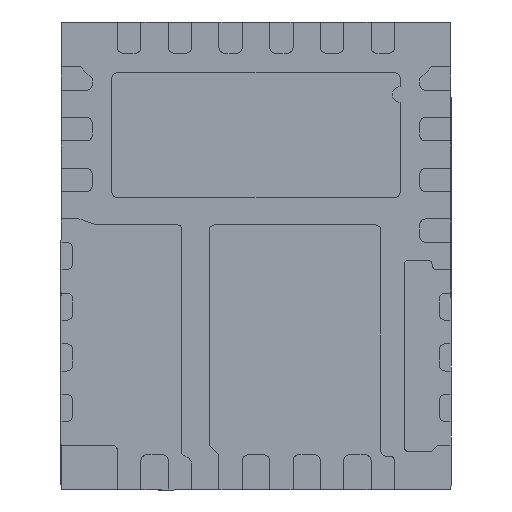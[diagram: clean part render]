
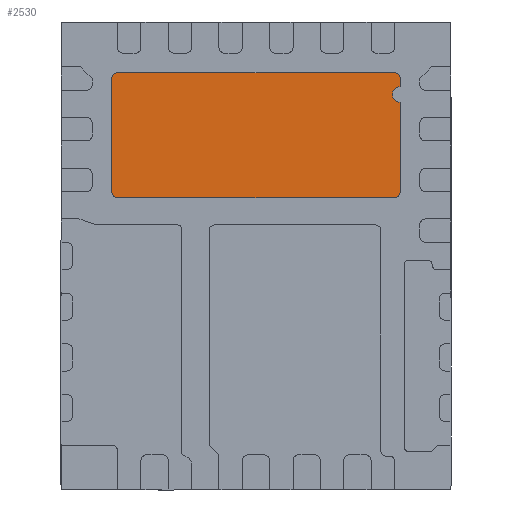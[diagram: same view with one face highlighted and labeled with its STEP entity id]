
A CAD part, front view. The second image highlights one B-rep face of the part: STEP entity #2530.
In plain terms, the highlighted planar face has unit normal (0, -1, 0).
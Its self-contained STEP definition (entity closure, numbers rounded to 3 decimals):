
#37 = ORIENTED_EDGE ( 'NONE', *, *, #5088, .T. ) ;
#140 = VERTEX_POINT ( 'NONE', #1836 ) ;
#321 = DIRECTION ( 'NONE',  ( 0., -1., 0. ) ) ;
#385 = EDGE_CURVE ( 'NONE', #2393, #7267, #1752, .T. ) ;
#484 = EDGE_CURVE ( 'NONE', #7267, #9488, #5778, .T. ) ;
#850 = FACE_OUTER_BOUND ( 'NONE', #4614, .T. ) ;
#904 = ORIENTED_EDGE ( 'NONE', *, *, #6742, .T. ) ;
#1176 = VECTOR ( 'NONE', #4261, 1000. ) ;
#1301 = VERTEX_POINT ( 'NONE', #13278 ) ;
#1303 = VERTEX_POINT ( 'NONE', #13642 ) ;
#1494 = CARTESIAN_POINT ( 'NONE',  ( 1.85, -0.05, 2.17 ) ) ;
#1547 = VERTEX_POINT ( 'NONE', #3473 ) ;
#1599 = DIRECTION ( 'NONE',  ( 0., -1., 0. ) ) ;
#1676 = ORIENTED_EDGE ( 'NONE', *, *, #11537, .T. ) ;
#1752 = CIRCLE ( 'NONE', #11238, 0.075 ) ;
#1836 = CARTESIAN_POINT ( 'NONE',  ( 1.775, -0.05, 0.75 ) ) ;
#1904 = VERTEX_POINT ( 'NONE', #12922 ) ;
#2393 = VERTEX_POINT ( 'NONE', #9906 ) ;
#2530 = ADVANCED_FACE ( 'NONE', ( #850 ), #7865, .T. ) ;
#2672 = DIRECTION ( 'NONE',  ( -1., 0., 0. ) ) ;
#2858 = VECTOR ( 'NONE', #13562, 1000. ) ;
#3473 = CARTESIAN_POINT ( 'NONE',  ( 1.85, -0.05, 2.17 ) ) ;
#3648 = DIRECTION ( 'NONE',  ( 0., -1., 0. ) ) ;
#3793 = DIRECTION ( 'NONE',  ( 0., 0., -1. ) ) ;
#3900 = CARTESIAN_POINT ( 'NONE',  ( 1.775, -0.05, 2.35 ) ) ;
#4261 = DIRECTION ( 'NONE',  ( 0., 0., 1. ) ) ;
#4341 = DIRECTION ( 'NONE',  ( 0., -1., 0. ) ) ;
#4378 = AXIS2_PLACEMENT_3D ( 'NONE', #4770, #4861, #5754 ) ;
#4614 = EDGE_LOOP ( 'NONE', ( #1676, #7257, #37, #904, #11144, #12591, #5472, #13651, #11565, #5955 ) ) ;
#4770 = CARTESIAN_POINT ( 'NONE',  ( 1.85, -0.05, 2.07 ) ) ;
#4861 = DIRECTION ( 'NONE',  ( 0., 1., 0. ) ) ;
#5088 = EDGE_CURVE ( 'NONE', #1303, #1547, #9566, .T. ) ;
#5472 = ORIENTED_EDGE ( 'NONE', *, *, #6491, .T. ) ;
#5516 = EDGE_CURVE ( 'NONE', #9001, #1301, #7557, .T. ) ;
#5680 = CARTESIAN_POINT ( 'NONE',  ( 1.775, -0.05, 2.275 ) ) ;
#5754 = DIRECTION ( 'NONE',  ( 0., 0., -1. ) ) ;
#5778 = LINE ( 'NONE', #10172, #11870 ) ;
#5955 = ORIENTED_EDGE ( 'NONE', *, *, #9914, .T. ) ;
#6163 = CIRCLE ( 'NONE', #8383, 0.075 ) ;
#6472 = CARTESIAN_POINT ( 'NONE',  ( -1.85, -0.05, 2.275 ) ) ;
#6491 = EDGE_CURVE ( 'NONE', #9488, #9001, #9162, .T. ) ;
#6742 = EDGE_CURVE ( 'NONE', #1547, #2393, #6998, .T. ) ;
#6985 = LINE ( 'NONE', #10562, #1176 ) ;
#6998 = LINE ( 'NONE', #1494, #2858 ) ;
#7257 = ORIENTED_EDGE ( 'NONE', *, *, #7400, .T. ) ;
#7267 = VERTEX_POINT ( 'NONE', #3900 ) ;
#7269 = CARTESIAN_POINT ( 'NONE',  ( -1.775, -0.05, 2.35 ) ) ;
#7332 = CARTESIAN_POINT ( 'NONE',  ( -1.775, -0.05, 2.275 ) ) ;
#7400 = EDGE_CURVE ( 'NONE', #8216, #1303, #6985, .T. ) ;
#7529 = CARTESIAN_POINT ( 'NONE',  ( -1.85, -0.05, 2.275 ) ) ;
#7557 = LINE ( 'NONE', #7529, #9050 ) ;
#7865 = PLANE ( 'NONE',  #13635 ) ;
#7960 = CARTESIAN_POINT ( 'NONE',  ( 1.775, -0.05, 0.825 ) ) ;
#8216 = VERTEX_POINT ( 'NONE', #9297 ) ;
#8383 = AXIS2_PLACEMENT_3D ( 'NONE', #10135, #3648, #11170 ) ;
#8719 = VECTOR ( 'NONE', #12409, 1000. ) ;
#8864 = DIRECTION ( 'NONE',  ( 0., 0., -1. ) ) ;
#9001 = VERTEX_POINT ( 'NONE', #6472 ) ;
#9031 = CIRCLE ( 'NONE', #13407, 0.075 ) ;
#9050 = VECTOR ( 'NONE', #9560, 1000. ) ;
#9162 = CIRCLE ( 'NONE', #9169, 0.075 ) ;
#9169 = AXIS2_PLACEMENT_3D ( 'NONE', #7332, #4341, #12674 ) ;
#9297 = CARTESIAN_POINT ( 'NONE',  ( 1.85, -0.05, 0.825 ) ) ;
#9488 = VERTEX_POINT ( 'NONE', #7269 ) ;
#9560 = DIRECTION ( 'NONE',  ( 0., 0., -1. ) ) ;
#9566 = CIRCLE ( 'NONE', #4378, 0.1 ) ;
#9682 = CARTESIAN_POINT ( 'NONE',  ( -1.775, -0.05, 0.825 ) ) ;
#9713 = LINE ( 'NONE', #12511, #8719 ) ;
#9721 = DIRECTION ( 'NONE',  ( 0., -1., 0. ) ) ;
#9906 = CARTESIAN_POINT ( 'NONE',  ( 1.85, -0.05, 2.275 ) ) ;
#9914 = EDGE_CURVE ( 'NONE', #1904, #140, #9713, .T. ) ;
#10135 = CARTESIAN_POINT ( 'NONE',  ( 1.775, -0.05, 0.825 ) ) ;
#10172 = CARTESIAN_POINT ( 'NONE',  ( 1.775, -0.05, 2.35 ) ) ;
#10562 = CARTESIAN_POINT ( 'NONE',  ( 1.85, -0.05, 0.825 ) ) ;
#10715 = DIRECTION ( 'NONE',  ( 0., 0., -1. ) ) ;
#10862 = EDGE_CURVE ( 'NONE', #1301, #1904, #9031, .T. ) ;
#11144 = ORIENTED_EDGE ( 'NONE', *, *, #385, .T. ) ;
#11170 = DIRECTION ( 'NONE',  ( 0., 0., -1. ) ) ;
#11238 = AXIS2_PLACEMENT_3D ( 'NONE', #5680, #321, #8864 ) ;
#11537 = EDGE_CURVE ( 'NONE', #140, #8216, #6163, .T. ) ;
#11565 = ORIENTED_EDGE ( 'NONE', *, *, #10862, .T. ) ;
#11870 = VECTOR ( 'NONE', #2672, 1000. ) ;
#12409 = DIRECTION ( 'NONE',  ( 1., 0., 0. ) ) ;
#12511 = CARTESIAN_POINT ( 'NONE',  ( -1.775, -0.05, 0.75 ) ) ;
#12591 = ORIENTED_EDGE ( 'NONE', *, *, #484, .T. ) ;
#12674 = DIRECTION ( 'NONE',  ( 0., 0., -1. ) ) ;
#12922 = CARTESIAN_POINT ( 'NONE',  ( -1.775, -0.05, 0.75 ) ) ;
#13278 = CARTESIAN_POINT ( 'NONE',  ( -1.85, -0.05, 0.825 ) ) ;
#13407 = AXIS2_PLACEMENT_3D ( 'NONE', #9682, #9721, #10715 ) ;
#13562 = DIRECTION ( 'NONE',  ( 0., 0., 1. ) ) ;
#13635 = AXIS2_PLACEMENT_3D ( 'NONE', #7960, #1599, #3793 ) ;
#13642 = CARTESIAN_POINT ( 'NONE',  ( 1.85, -0.05, 1.97 ) ) ;
#13651 = ORIENTED_EDGE ( 'NONE', *, *, #5516, .T. ) ;
